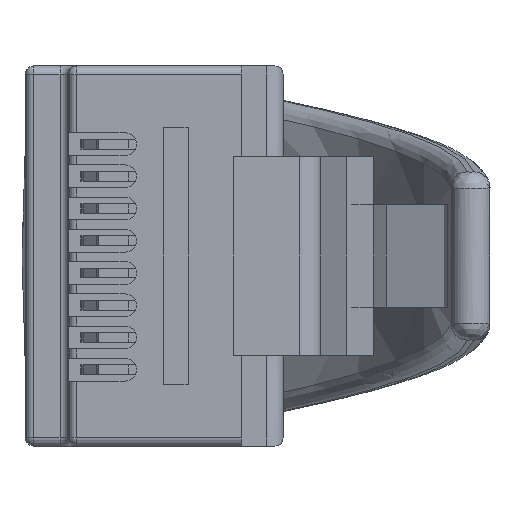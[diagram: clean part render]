
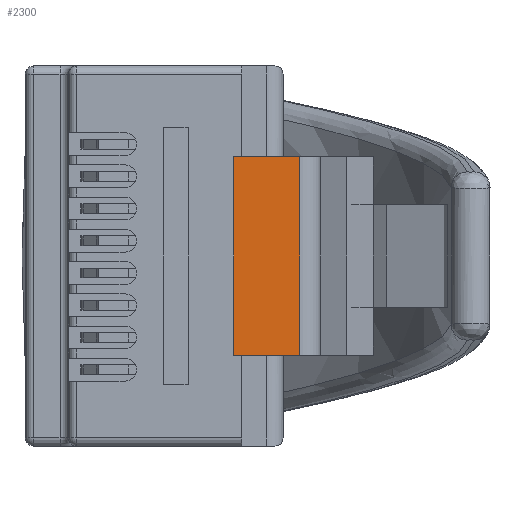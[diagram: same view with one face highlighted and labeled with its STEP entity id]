
A CAD part, left-side view. The second image highlights one B-rep face of the part: STEP entity #2300.
In plain terms, the highlighted face is planar.
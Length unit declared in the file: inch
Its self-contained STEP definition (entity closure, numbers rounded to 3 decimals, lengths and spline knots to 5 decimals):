
#232 = DIRECTION ( 'NONE',  ( -1., 0., 0. ) ) ;
#397 = DIRECTION ( 'NONE',  ( -1., 0., 0. ) ) ;
#491 = FACE_OUTER_BOUND ( 'NONE', #11200, .T. ) ;
#678 = AXIS2_PLACEMENT_3D ( 'NONE', #16263, #5223, #397 ) ;
#2300 = ADVANCED_FACE ( 'NONE', ( #491 ), #12160, .F. ) ;
#2324 = EDGE_CURVE ( 'NONE', #7972, #8618, #6511, .T. ) ;
#2951 = VECTOR ( 'NONE', #232, 39.37008 ) ;
#3640 = VERTEX_POINT ( 'NONE', #11640 ) ;
#3704 = ORIENTED_EDGE ( 'NONE', *, *, #2324, .F. ) ;
#3744 = DIRECTION ( 'NONE',  ( 0., -1., 0. ) ) ;
#3754 = ORIENTED_EDGE ( 'NONE', *, *, #16703, .F. ) ;
#4560 = ORIENTED_EDGE ( 'NONE', *, *, #14004, .T. ) ;
#5223 = DIRECTION ( 'NONE',  ( 0., 0., -1. ) ) ;
#5260 = CARTESIAN_POINT ( 'NONE',  ( 0.12, 0.07, 0.885 ) ) ;
#6506 = VECTOR ( 'NONE', #13477, 39.37008 ) ;
#6511 = LINE ( 'NONE', #13529, #12932 ) ;
#6582 = CARTESIAN_POINT ( 'NONE',  ( 0.12, 0.15, 0.885 ) ) ;
#7698 = LINE ( 'NONE', #13266, #15385 ) ;
#7972 = VERTEX_POINT ( 'NONE', #6582 ) ;
#7978 = VERTEX_POINT ( 'NONE', #13504 ) ;
#8618 = VERTEX_POINT ( 'NONE', #9518 ) ;
#9518 = CARTESIAN_POINT ( 'NONE',  ( 0.12, 0.07, 0.885 ) ) ;
#9538 = LINE ( 'NONE', #5260, #6506 ) ;
#11200 = EDGE_LOOP ( 'NONE', ( #3704, #4560, #16364, #3754 ) ) ;
#11640 = CARTESIAN_POINT ( 'NONE',  ( -0.12, 0.15, 0.885 ) ) ;
#12160 = PLANE ( 'NONE',  #678 ) ;
#12932 = VECTOR ( 'NONE', #3744, 39.37008 ) ;
#13266 = CARTESIAN_POINT ( 'NONE',  ( -0.12, 0.175, 0.885 ) ) ;
#13477 = DIRECTION ( 'NONE',  ( -1., 0., 0. ) ) ;
#13504 = CARTESIAN_POINT ( 'NONE',  ( -0.12, 0.07, 0.885 ) ) ;
#13519 = EDGE_CURVE ( 'NONE', #3640, #7978, #7698, .T. ) ;
#13529 = CARTESIAN_POINT ( 'NONE',  ( 0.12, 0.175, 0.885 ) ) ;
#13950 = LINE ( 'NONE', #17069, #2951 ) ;
#14004 = EDGE_CURVE ( 'NONE', #7972, #3640, #13950, .T. ) ;
#15385 = VECTOR ( 'NONE', #17471, 39.37008 ) ;
#16263 = CARTESIAN_POINT ( 'NONE',  ( 0.12, 0.175, 0.885 ) ) ;
#16364 = ORIENTED_EDGE ( 'NONE', *, *, #13519, .T. ) ;
#16703 = EDGE_CURVE ( 'NONE', #8618, #7978, #9538, .T. ) ;
#17069 = CARTESIAN_POINT ( 'NONE',  ( -0.12, 0.15, 0.885 ) ) ;
#17471 = DIRECTION ( 'NONE',  ( 0., -1., 0. ) ) ;
